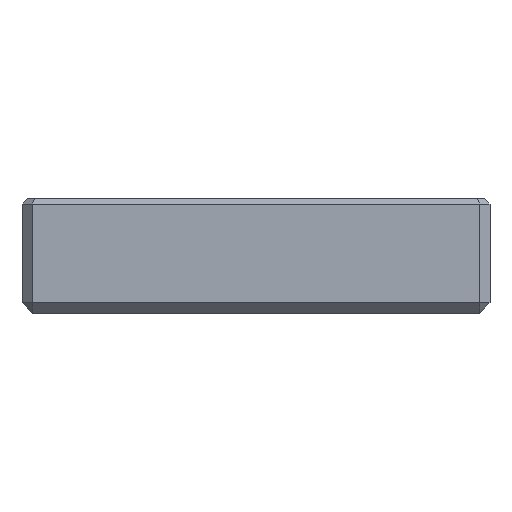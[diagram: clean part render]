
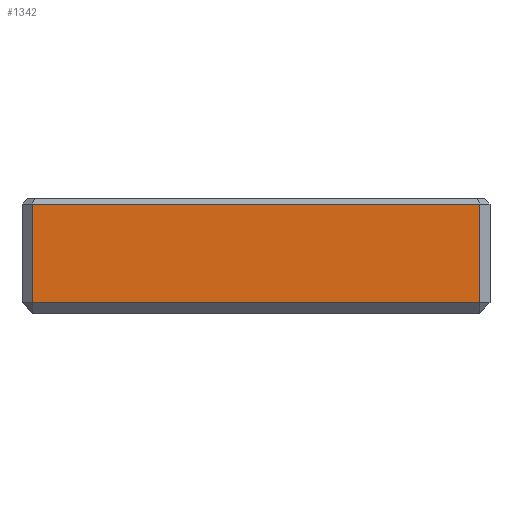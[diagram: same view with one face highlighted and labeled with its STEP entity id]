
A CAD part, front view. The second image highlights one B-rep face of the part: STEP entity #1342.
In plain terms, the highlighted planar face has unit normal (0, -1, 0).
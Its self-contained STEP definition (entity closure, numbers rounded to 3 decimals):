
#601 = VERTEX_POINT('',#602);
#602 = CARTESIAN_POINT('',(54.5,-162.5,-10.));
#608 = EDGE_CURVE('',#609,#601,#611,.T.);
#609 = VERTEX_POINT('',#610);
#610 = CARTESIAN_POINT('',(54.5,-162.5,9.));
#611 = LINE('',#612,#613);
#612 = CARTESIAN_POINT('',(54.5,-162.5,10.));
#613 = VECTOR('',#614,1.);
#614 = DIRECTION('',(0.,0.,-1.));
#764 = VERTEX_POINT('',#765);
#765 = CARTESIAN_POINT('',(140.5,-162.5,9.));
#787 = EDGE_CURVE('',#764,#609,#788,.T.);
#788 = LINE('',#789,#790);
#789 = CARTESIAN_POINT('',(140.5,-162.5,9.));
#790 = VECTOR('',#791,1.);
#791 = DIRECTION('',(-1.,0.,0.));
#1000 = VERTEX_POINT('',#1001);
#1001 = CARTESIAN_POINT('',(140.5,-162.5,-10.));
#1007 = EDGE_CURVE('',#1000,#601,#1008,.T.);
#1008 = LINE('',#1009,#1010);
#1009 = CARTESIAN_POINT('',(142.5,-162.5,-10.));
#1010 = VECTOR('',#1011,1.);
#1011 = DIRECTION('',(-1.,0.,0.));
#1313 = EDGE_CURVE('',#1000,#764,#1314,.T.);
#1314 = LINE('',#1315,#1316);
#1315 = CARTESIAN_POINT('',(140.5,-162.5,-12.));
#1316 = VECTOR('',#1317,1.);
#1317 = DIRECTION('',(0.,0.,1.));
#1342 = ADVANCED_FACE('',(#1343),#1349,.T.);
#1343 = FACE_BOUND('',#1344,.T.);
#1344 = EDGE_LOOP('',(#1345,#1346,#1347,#1348));
#1345 = ORIENTED_EDGE('',*,*,#1313,.T.);
#1346 = ORIENTED_EDGE('',*,*,#787,.T.);
#1347 = ORIENTED_EDGE('',*,*,#608,.T.);
#1348 = ORIENTED_EDGE('',*,*,#1007,.F.);
#1349 = PLANE('',#1350);
#1350 = AXIS2_PLACEMENT_3D('',#1351,#1352,#1353);
#1351 = CARTESIAN_POINT('',(97.5,-162.5,-1.));
#1352 = DIRECTION('',(-0.,-1.,-0.));
#1353 = DIRECTION('',(0.,0.,-1.));
